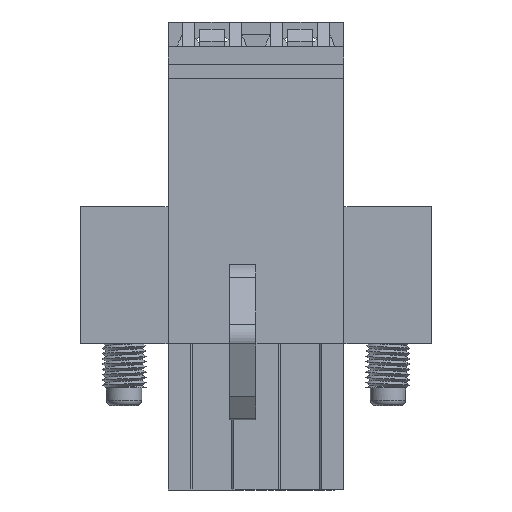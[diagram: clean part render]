
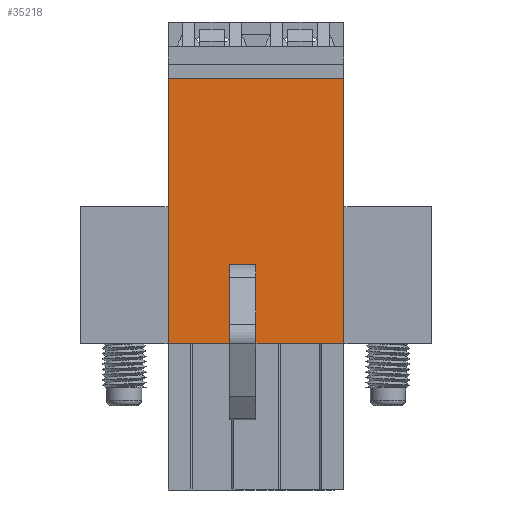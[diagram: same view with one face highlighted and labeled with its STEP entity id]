
A CAD part, front view. The second image highlights one B-rep face of the part: STEP entity #35218.
In plain terms, the highlighted planar face has unit normal (0, -1, 0).
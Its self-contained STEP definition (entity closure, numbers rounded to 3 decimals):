
#168 = VERTEX_POINT ( 'NONE', #26182 ) ;
#1277 = VECTOR ( 'NONE', #13272, 1000. ) ;
#1600 = DIRECTION ( 'NONE',  ( 0., 0., -1. ) ) ;
#2399 = CARTESIAN_POINT ( 'NONE',  ( 3.5, 1.1, 8.3 ) ) ;
#2462 = CARTESIAN_POINT ( 'NONE',  ( 10., 1.1, 23.4 ) ) ;
#5202 = CARTESIAN_POINT ( 'NONE',  ( 10., 1.1, 23.4 ) ) ;
#5361 = LINE ( 'NONE', #28800, #8350 ) ;
#5540 = CARTESIAN_POINT ( 'NONE',  ( 5., 1.1, 12.8 ) ) ;
#5560 = VERTEX_POINT ( 'NONE', #18256 ) ;
#6818 = CARTESIAN_POINT ( 'NONE',  ( 0., 1.1, 8.3 ) ) ;
#6944 = DIRECTION ( 'NONE',  ( 0., 0., -1. ) ) ;
#8080 = FACE_OUTER_BOUND ( 'NONE', #18277, .T. ) ;
#8350 = VECTOR ( 'NONE', #17604, 1000. ) ;
#8671 = EDGE_CURVE ( 'NONE', #168, #20908, #18433, .T. ) ;
#9692 = LINE ( 'NONE', #24604, #24961 ) ;
#10822 = DIRECTION ( 'NONE',  ( -1., 0., 0. ) ) ;
#10867 = DIRECTION ( 'NONE',  ( 0., 0., 1. ) ) ;
#10955 = EDGE_CURVE ( 'NONE', #22337, #5560, #12177, .T. ) ;
#11159 = DIRECTION ( 'NONE',  ( -1., 0., 0. ) ) ;
#11487 = VECTOR ( 'NONE', #10822, 1000. ) ;
#11769 = EDGE_CURVE ( 'NONE', #34950, #18500, #34325, .T. ) ;
#12177 = LINE ( 'NONE', #26376, #25312 ) ;
#13272 = DIRECTION ( 'NONE',  ( -1., 0., 0. ) ) ;
#14095 = DIRECTION ( 'NONE',  ( 0., 0., -1. ) ) ;
#15110 = VERTEX_POINT ( 'NONE', #6818 ) ;
#15657 = EDGE_CURVE ( 'NONE', #20908, #15110, #36619, .T. ) ;
#15693 = CARTESIAN_POINT ( 'NONE',  ( 5., 1.1, 12.8 ) ) ;
#15828 = CARTESIAN_POINT ( 'NONE',  ( 10., 1.1, 8.3 ) ) ;
#16137 = ORIENTED_EDGE ( 'NONE', *, *, #23388, .T. ) ;
#16621 = ORIENTED_EDGE ( 'NONE', *, *, #10955, .T. ) ;
#16888 = LINE ( 'NONE', #5202, #26116 ) ;
#17604 = DIRECTION ( 'NONE',  ( 0., 0., 1. ) ) ;
#18172 = CARTESIAN_POINT ( 'NONE',  ( 5., 1.1, 8.3 ) ) ;
#18256 = CARTESIAN_POINT ( 'NONE',  ( 0., 1.1, 23.4 ) ) ;
#18277 = EDGE_LOOP ( 'NONE', ( #22370, #16137, #23051, #31888, #16621, #36593, #26098, #29054 ) ) ;
#18433 = LINE ( 'NONE', #32906, #32339 ) ;
#18500 = VERTEX_POINT ( 'NONE', #18172 ) ;
#20602 = CARTESIAN_POINT ( 'NONE',  ( 10., 1.1, 8.3 ) ) ;
#20908 = VERTEX_POINT ( 'NONE', #2399 ) ;
#21537 = EDGE_CURVE ( 'NONE', #34950, #22337, #16888, .T. ) ;
#22337 = VERTEX_POINT ( 'NONE', #27117 ) ;
#22370 = ORIENTED_EDGE ( 'NONE', *, *, #22477, .F. ) ;
#22477 = EDGE_CURVE ( 'NONE', #22521, #168, #31295, .T. ) ;
#22521 = VERTEX_POINT ( 'NONE', #15693 ) ;
#23051 = ORIENTED_EDGE ( 'NONE', *, *, #11769, .F. ) ;
#23388 = EDGE_CURVE ( 'NONE', #22521, #18500, #9692, .T. ) ;
#23959 = AXIS2_PLACEMENT_3D ( 'NONE', #2462, #36537, #14095 ) ;
#24604 = CARTESIAN_POINT ( 'NONE',  ( 5., 1.1, 8.3 ) ) ;
#24961 = VECTOR ( 'NONE', #1600, 1000. ) ;
#25312 = VECTOR ( 'NONE', #26575, 1000. ) ;
#26098 = ORIENTED_EDGE ( 'NONE', *, *, #15657, .F. ) ;
#26116 = VECTOR ( 'NONE', #10867, 1000. ) ;
#26182 = CARTESIAN_POINT ( 'NONE',  ( 3.5, 1.1, 12.8 ) ) ;
#26376 = CARTESIAN_POINT ( 'NONE',  ( 10., 1.1, 23.4 ) ) ;
#26575 = DIRECTION ( 'NONE',  ( -1., 0., 0. ) ) ;
#27117 = CARTESIAN_POINT ( 'NONE',  ( 10., 1.1, 23.4 ) ) ;
#28313 = PLANE ( 'NONE',  #23959 ) ;
#28800 = CARTESIAN_POINT ( 'NONE',  ( 0., 1.1, 23.4 ) ) ;
#29054 = ORIENTED_EDGE ( 'NONE', *, *, #8671, .F. ) ;
#29423 = EDGE_CURVE ( 'NONE', #15110, #5560, #5361, .T. ) ;
#31295 = LINE ( 'NONE', #5540, #11487 ) ;
#31888 = ORIENTED_EDGE ( 'NONE', *, *, #21537, .T. ) ;
#32339 = VECTOR ( 'NONE', #6944, 1000. ) ;
#32906 = CARTESIAN_POINT ( 'NONE',  ( 3.5, 1.1, 8.3 ) ) ;
#34325 = LINE ( 'NONE', #20602, #36098 ) ;
#34950 = VERTEX_POINT ( 'NONE', #15828 ) ;
#35218 = ADVANCED_FACE ( 'NONE', ( #8080 ), #28313, .T. ) ;
#36089 = CARTESIAN_POINT ( 'NONE',  ( 10., 1.1, 8.3 ) ) ;
#36098 = VECTOR ( 'NONE', #11159, 1000. ) ;
#36537 = DIRECTION ( 'NONE',  ( 0., -1., 0. ) ) ;
#36593 = ORIENTED_EDGE ( 'NONE', *, *, #29423, .F. ) ;
#36619 = LINE ( 'NONE', #36089, #1277 ) ;
